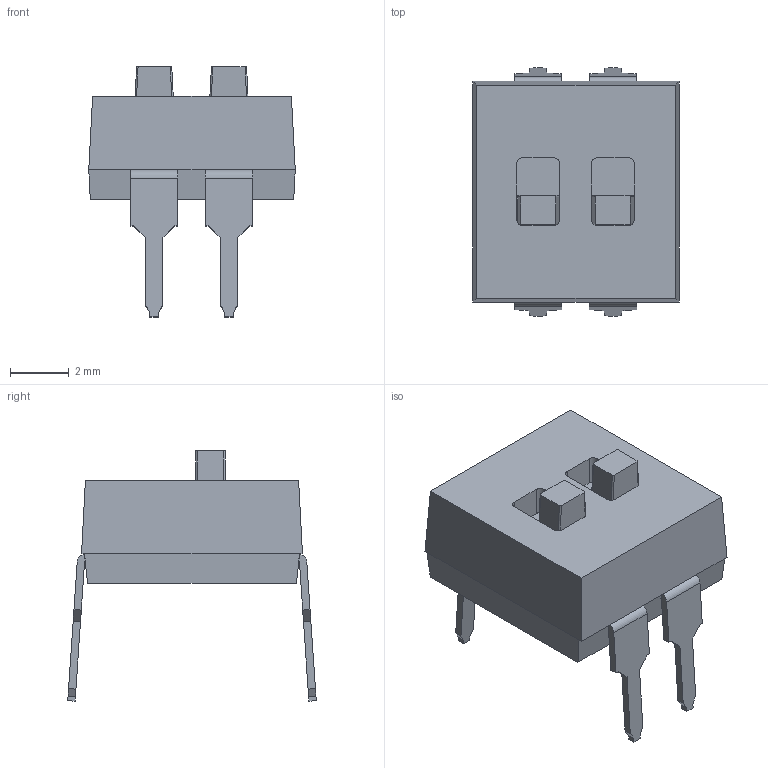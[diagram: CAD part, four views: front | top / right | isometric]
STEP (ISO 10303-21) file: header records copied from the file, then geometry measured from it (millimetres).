
FILE_DESCRIPTION((''),'2;1');
FILE_NAME('C-1825360-1','2018-09-10T',('workeradm'),('TE Connectivity Ltd.'),'CREO PARAMETRIC BY PTC INC, 2016050','CREO PARAMETRIC BY PTC INC, 2016050','');
FILE_SCHEMA(('AUTOMOTIVE_DESIGN { 1 0 10303 214 1 1 1 1 }'));
Length unit declared in the file: millimetre
Products named in the file (1): C-1825360-1
Bounding box: 7.01 x 8.44 x 8.5 mm (x, y, z)
Volume: 180.2 mm3; surface area: 278.4 mm2
Topology: 1 solids, 1 shells, 118 faces, 326 edges, 216 vertices
Faces by surface type: plane 94, cylinder 24
Entity records: 4070 total; most frequent: CARTESIAN_POINT 1014, ORIENTED_EDGE 652, DIRECTION 578, EDGE_CURVE 326, VECTOR 270, LINE 270, VERTEX_POINT 216, AXIS2_PLACEMENT_3D 154
